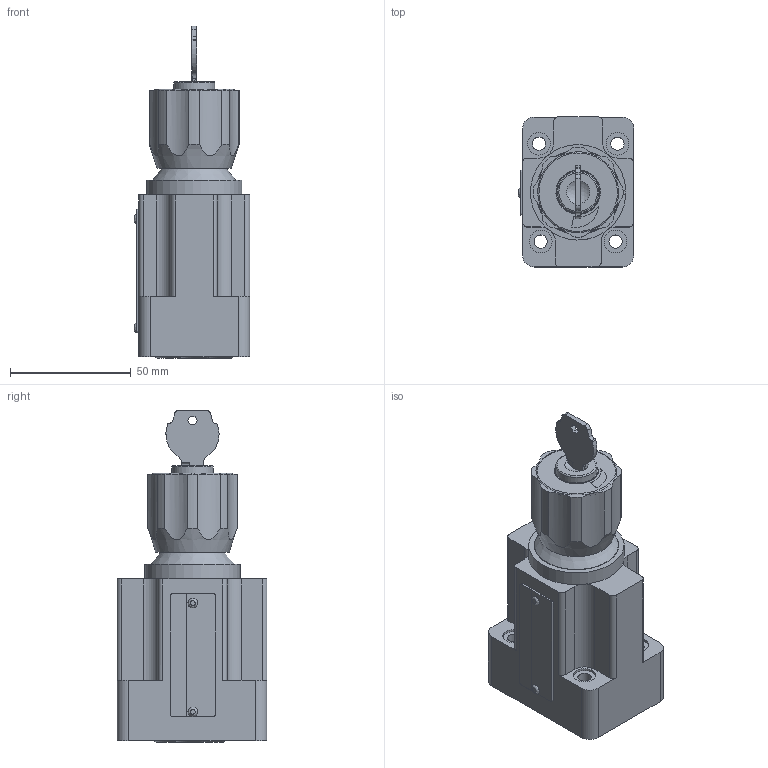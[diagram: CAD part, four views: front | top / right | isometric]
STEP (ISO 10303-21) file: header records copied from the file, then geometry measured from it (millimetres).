
FILE_DESCRIPTION(/* description */ (''),/* implementation_level */ '2;1');
FILE_NAME(/* name */ '2FRM6-36-3XJ-M调速阀.prt.stp',/* time_stamp */ '2022-03-30T19:55:24+08:00',/* author */ (''),/* organization */ (''),/* preprocessor_version */ 'ST-DEVELOPER v16.7',/* originating_system */ 'SIEMENS PLM Software NX 12.0',/* authorisation */ '');
FILE_SCHEMA (('AUTOMOTIVE_DESIGN { 1 0 10303 214 3 1 1 1 }'));
Length unit declared in the file: millimetre
Products named in the file (1): 2FRM6-36-3XJ-M调速阀
Bounding box: 47.8 x 62.04 x 137.42 mm (x, y, z)
Volume: 200131.3 mm3; surface area: 50300.1 mm2
Topology: 19 solids, 24 shells, 483 faces, 1211 edges, 797 vertices
Faces by surface type: plane 209, cylinder 164, extrusion 49, torus 26, bspline 17, cone 14, sphere 4
Full cylindrical faces by diameter (mm): 1.8 x6, 2.2 x2, 3 x1, 3.2 x1, 5 x1, 5.5 x4, 6 x4, 9.4 x4, 12 x1, 12.2 x3, 14.5 x1, 17 x1, 18 x4, 21.8 x2, 25 x1, 26 x2, 26.5 x1, 27.5 x1, 33.5 x1, 34.7 x1
Entity records: 27118 total; most frequent: CARTESIAN_POINT 15025, ORIENTED_EDGE 2208, DIRECTION 2123, EDGE_CURVE 1104, VERTEX_POINT 772, AXIS2_PLACEMENT_3D 756, VECTOR 611, EDGE_LOOP 604
